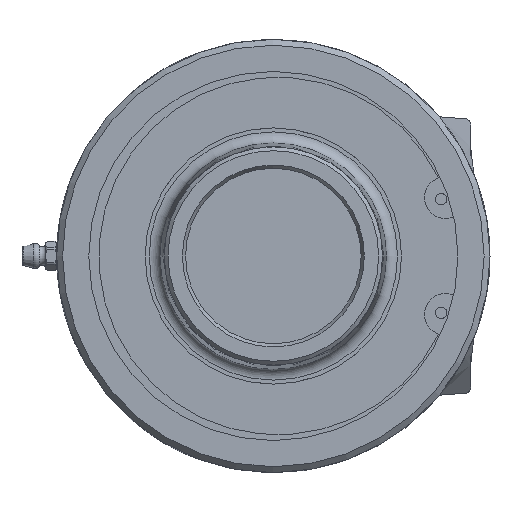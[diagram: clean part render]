
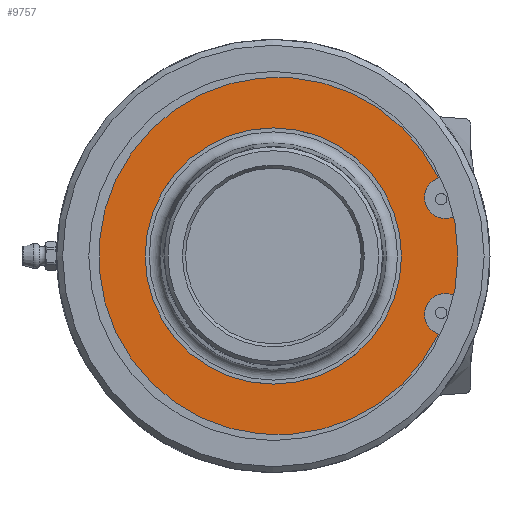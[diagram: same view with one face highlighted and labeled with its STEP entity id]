
A CAD part, left-side view. The second image highlights one B-rep face of the part: STEP entity #9757.
In plain terms, the highlighted planar face has unit normal (-1, 0, 0).
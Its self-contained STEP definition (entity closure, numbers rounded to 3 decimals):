
#532=PLANE('',#10392);
#590=FACE_BOUND('',#1682,.T.);
#1094=FACE_OUTER_BOUND('',#1681,.T.);
#1681=EDGE_LOOP('',(#8682,#8683,#8684,#8685,#8686,#8687));
#1682=EDGE_LOOP('',(#8688,#8689));
#2569=CIRCLE('',#10335,34.75);
#2570=CIRCLE('',#10336,34.75);
#2574=CIRCLE('',#10343,5.682);
#2580=CIRCLE('',#10354,5.682);
#2582=CIRCLE('',#10357,48.478);
#2601=CIRCLE('',#10393,53.8);
#3081=LINE('',#22051,#3559);
#3086=LINE('',#22071,#3564);
#3559=VECTOR('',#11939,10.);
#3564=VECTOR('',#11958,10.);
#4450=VERTEX_POINT('',#22020);
#4451=VERTEX_POINT('',#22021);
#4456=VERTEX_POINT('',#22037);
#4457=VERTEX_POINT('',#22039);
#4460=VERTEX_POINT('',#22049);
#4467=VERTEX_POINT('',#22068);
#4468=VERTEX_POINT('',#22070);
#4471=VERTEX_POINT('',#22080);
#5837=EDGE_CURVE('',#4450,#4451,#2569,.T.);
#5838=EDGE_CURVE('',#4451,#4450,#2570,.T.);
#5846=EDGE_CURVE('',#4457,#4456,#2574,.T.);
#5851=EDGE_CURVE('',#4456,#4460,#3081,.T.);
#5860=EDGE_CURVE('',#4468,#4467,#3086,.T.);
#5865=EDGE_CURVE('',#4467,#4471,#2580,.T.);
#5867=EDGE_CURVE('',#4471,#4457,#2582,.T.);
#5921=EDGE_CURVE('',#4460,#4468,#2601,.T.);
#8682=ORIENTED_EDGE('',*,*,#5851,.T.);
#8683=ORIENTED_EDGE('',*,*,#5921,.T.);
#8684=ORIENTED_EDGE('',*,*,#5860,.T.);
#8685=ORIENTED_EDGE('',*,*,#5865,.T.);
#8686=ORIENTED_EDGE('',*,*,#5867,.T.);
#8687=ORIENTED_EDGE('',*,*,#5846,.T.);
#8688=ORIENTED_EDGE('',*,*,#5837,.T.);
#8689=ORIENTED_EDGE('',*,*,#5838,.T.);
#9757=ADVANCED_FACE('',(#1094,#590),#532,.F.);
#10335=AXIS2_PLACEMENT_3D('',#22022,#11912,#11913);
#10336=AXIS2_PLACEMENT_3D('',#22023,#11914,#11915);
#10343=AXIS2_PLACEMENT_3D('',#22040,#11932,#11933);
#10354=AXIS2_PLACEMENT_3D('',#22082,#11965,#11966);
#10357=AXIS2_PLACEMENT_3D('',#22085,#11971,#11972);
#10392=AXIS2_PLACEMENT_3D('',#22836,#12053,#12054);
#10393=AXIS2_PLACEMENT_3D('',#22837,#12055,#12056);
#11912=DIRECTION('center_axis',(1.,0.,0.));
#11913=DIRECTION('ref_axis',(0.,-1.,0.));
#11914=DIRECTION('center_axis',(1.,0.,0.));
#11915=DIRECTION('ref_axis',(0.,-1.,0.));
#11932=DIRECTION('center_axis',(1.,0.,0.));
#11933=DIRECTION('ref_axis',(0.,-0.335,0.942));
#11939=DIRECTION('',(0.,-0.96,-0.281));
#11958=DIRECTION('',(0.,0.96,-0.281));
#11965=DIRECTION('center_axis',(1.,0.,0.));
#11966=DIRECTION('ref_axis',(0.,0.335,0.942));
#11971=DIRECTION('center_axis',(-1.,0.,0.));
#11972=DIRECTION('ref_axis',(0.,-0.899,-0.437));
#12053=DIRECTION('center_axis',(1.,0.,0.));
#12054=DIRECTION('ref_axis',(0.,0.,-1.));
#12055=DIRECTION('center_axis',(-1.,0.,0.));
#12056=DIRECTION('ref_axis',(0.,1.,0.));
#22020=CARTESIAN_POINT('',(10.375,-34.75,0.));
#22021=CARTESIAN_POINT('',(10.375,34.75,0.));
#22022=CARTESIAN_POINT('Origin',(10.375,0.,0.));
#22023=CARTESIAN_POINT('Origin',(10.375,0.,0.));
#22037=CARTESIAN_POINT('',(10.375,-48.558,-10.495));
#22039=CARTESIAN_POINT('',(10.375,-44.751,-21.202));
#22040=CARTESIAN_POINT('Origin',(10.375,-46.655,-15.848));
#22049=CARTESIAN_POINT('',(10.375,-52.522,-11.656));
#22051=CARTESIAN_POINT('',(10.375,-14.375,-0.486));
#22068=CARTESIAN_POINT('',(10.375,-48.558,10.495));
#22070=CARTESIAN_POINT('',(10.375,-52.522,11.656));
#22071=CARTESIAN_POINT('',(10.375,-12.393,-0.094));
#22080=CARTESIAN_POINT('',(10.375,-44.751,21.202));
#22082=CARTESIAN_POINT('Origin',(10.375,-46.655,15.848));
#22085=CARTESIAN_POINT('Origin',(10.375,-1.155,0.));
#22836=CARTESIAN_POINT('Origin',(10.375,26.9,0.));
#22837=CARTESIAN_POINT('Origin',(10.375,0.,0.));
